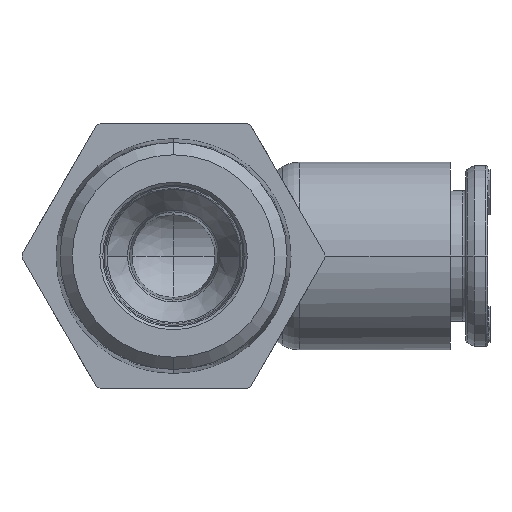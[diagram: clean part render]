
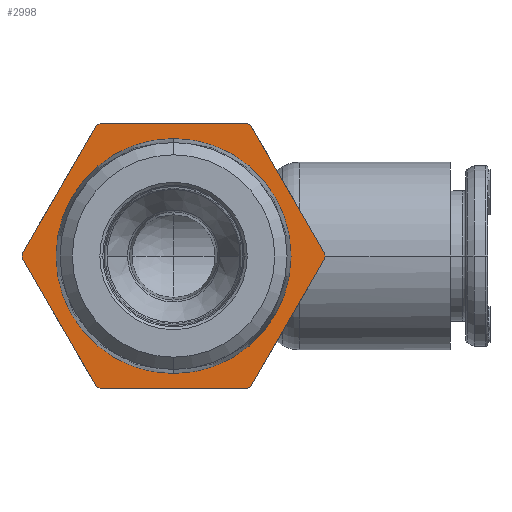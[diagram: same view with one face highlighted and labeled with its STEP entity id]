
A CAD part, front view. The second image highlights one B-rep face of the part: STEP entity #2998.
In plain terms, the highlighted planar face has unit normal (0, -1, 0).
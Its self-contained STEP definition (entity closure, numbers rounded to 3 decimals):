
#2998=ADVANCED_FACE('',(#6871,#6872),#6873,.F.);
#6871=FACE_OUTER_BOUND('',#13259,.T.);
#6872=FACE_BOUND('',#13260,.T.);
#6873=PLANE('',#13261);
#13259=EDGE_LOOP('',(#24341,#24342,#24343,#24344,#24345,#24346,#24347,#24348,#24349,#24350,#24351,#24352));
#13260=EDGE_LOOP('',(#24353,#24354));
#13261=AXIS2_PLACEMENT_3D('',#24355,#24356,#24357);
#24341=ORIENTED_EDGE('',*,*,#35931,.T.);
#24342=ORIENTED_EDGE('',*,*,#35932,.F.);
#24343=ORIENTED_EDGE('',*,*,#32769,.T.);
#24344=ORIENTED_EDGE('',*,*,#33633,.F.);
#24345=ORIENTED_EDGE('',*,*,#35933,.T.);
#24346=ORIENTED_EDGE('',*,*,#33389,.F.);
#24347=ORIENTED_EDGE('',*,*,#35847,.T.);
#24348=ORIENTED_EDGE('',*,*,#35934,.F.);
#24349=ORIENTED_EDGE('',*,*,#35935,.T.);
#24350=ORIENTED_EDGE('',*,*,#35936,.F.);
#24351=ORIENTED_EDGE('',*,*,#35937,.T.);
#24352=ORIENTED_EDGE('',*,*,#35044,.F.);
#24353=ORIENTED_EDGE('',*,*,#35023,.F.);
#24354=ORIENTED_EDGE('',*,*,#34191,.F.);
#24355=CARTESIAN_POINT('',(0.0,-28.0,0.0));
#24356=DIRECTION('',(0.0,1.0,0.0));
#24357=DIRECTION('',(0.0,0.0,-1.0));
#32769=EDGE_CURVE('',#38675,#38673,#38676,.T.);
#33389=EDGE_CURVE('',#39767,#39769,#39770,.T.);
#33633=EDGE_CURVE('',#40188,#38673,#40190,.T.);
#34191=EDGE_CURVE('',#41142,#41144,#41145,.T.);
#35023=EDGE_CURVE('',#41144,#41142,#42459,.T.);
#35044=EDGE_CURVE('',#42487,#42489,#42490,.T.);
#35847=EDGE_CURVE('',#39767,#43687,#43689,.T.);
#35931=EDGE_CURVE('',#42487,#43797,#43798,.T.);
#35932=EDGE_CURVE('',#38675,#43797,#43799,.T.);
#35933=EDGE_CURVE('',#40188,#39769,#43800,.T.);
#35934=EDGE_CURVE('',#43801,#43687,#43802,.T.);
#35935=EDGE_CURVE('',#43801,#43803,#43804,.T.);
#35936=EDGE_CURVE('',#43805,#43803,#43806,.T.);
#35937=EDGE_CURVE('',#43805,#42489,#43807,.T.);
#38673=VERTEX_POINT('',#47320);
#38675=VERTEX_POINT('',#47323);
#38676=CIRCLE('',#47324,0.5);
#39767=VERTEX_POINT('',#49266);
#39769=VERTEX_POINT('',#49269);
#39770=LINE('',#49270,#49271);
#40188=VERTEX_POINT('',#50056);
#40190=LINE('',#50059,#50060);
#41142=VERTEX_POINT('',#51656);
#41144=VERTEX_POINT('',#51659);
#41145=CIRCLE('',#51660,8.447);
#42459=CIRCLE('',#54468,8.447);
#42487=VERTEX_POINT('',#54571);
#42489=VERTEX_POINT('',#54574);
#42490=LINE('',#54575,#54576);
#43687=VERTEX_POINT('',#56625);
#43689=CIRCLE('',#56628,0.5);
#43797=VERTEX_POINT('',#56783);
#43798=CIRCLE('',#56784,0.5);
#43799=LINE('',#56785,#56786);
#43800=CIRCLE('',#56787,0.5);
#43801=VERTEX_POINT('',#56788);
#43802=LINE('',#56789,#56790);
#43803=VERTEX_POINT('',#56791);
#43804=CIRCLE('',#56792,0.5);
#43805=VERTEX_POINT('',#56793);
#43806=LINE('',#56794,#56795);
#43807=CIRCLE('',#56796,0.5);
#47320=CARTESIAN_POINT('',(5.196,-28.0,9.5));
#47323=CARTESIAN_POINT('',(5.629,-28.0,9.25));
#47324=AXIS2_PLACEMENT_3D('',#62247,#62248,#62249);
#49266=CARTESIAN_POINT('',(-10.825,-28.0,0.25));
#49269=CARTESIAN_POINT('',(-5.629,-28.0,9.25));
#49270=CARTESIAN_POINT('',(-10.825,-28.0,0.25));
#49271=VECTOR('',#63000,10.392);
#50056=CARTESIAN_POINT('',(-5.196,-28.0,9.5));
#50059=CARTESIAN_POINT('',(-5.196,-28.0,9.5));
#50060=VECTOR('',#63272,10.392);
#51656=CARTESIAN_POINT('',(0.,-28.,-8.447));
#51659=CARTESIAN_POINT('',(0.0,-28.0,8.447));
#51660=AXIS2_PLACEMENT_3D('',#63829,#63830,#63831);
#54468=AXIS2_PLACEMENT_3D('',#64730,#64731,#64732);
#54571=CARTESIAN_POINT('',(10.825,-28.0,-0.25));
#54574=CARTESIAN_POINT('',(5.629,-28.0,-9.25));
#54575=CARTESIAN_POINT('',(10.825,-28.0,-0.25));
#54576=VECTOR('',#64749,10.392);
#56625=CARTESIAN_POINT('',(-10.825,-28.0,-0.25));
#56628=AXIS2_PLACEMENT_3D('',#65558,#65559,#65560);
#56783=CARTESIAN_POINT('',(10.825,-28.0,0.25));
#56784=AXIS2_PLACEMENT_3D('',#65652,#65653,#65654);
#56785=CARTESIAN_POINT('',(5.629,-28.0,9.25));
#56786=VECTOR('',#65655,10.392);
#56787=AXIS2_PLACEMENT_3D('',#65656,#65657,#65658);
#56788=CARTESIAN_POINT('',(-5.629,-28.0,-9.25));
#56789=CARTESIAN_POINT('',(-5.629,-28.0,-9.25));
#56790=VECTOR('',#65659,10.392);
#56791=CARTESIAN_POINT('',(-5.196,-28.0,-9.5));
#56792=AXIS2_PLACEMENT_3D('',#65660,#65661,#65662);
#56793=CARTESIAN_POINT('',(5.196,-28.0,-9.5));
#56794=CARTESIAN_POINT('',(5.196,-28.0,-9.5));
#56795=VECTOR('',#65663,10.392);
#56796=AXIS2_PLACEMENT_3D('',#65664,#65665,#65666);
#62247=CARTESIAN_POINT('',(5.196,-28.0,9.0));
#62248=DIRECTION('',(0.0,-1.0,0.0));
#62249=DIRECTION('',(0.866,0.0,0.5));
#63000=DIRECTION('',(0.5,0.0,0.866));
#63272=DIRECTION('',(1.0,0.0,0.0));
#63829=CARTESIAN_POINT('',(0.0,-28.,0.0));
#63830=DIRECTION('',(0.0,-1.0,0.0));
#63831=DIRECTION('',(0.0,0.0,-1.0));
#64730=CARTESIAN_POINT('',(0.0,-28.,0.0));
#64731=DIRECTION('',(0.0,-1.0,0.0));
#64732=DIRECTION('',(0.0,0.0,-1.0));
#64749=DIRECTION('',(-0.5,0.0,-0.866));
#65558=CARTESIAN_POINT('',(-10.392,-28.0,0.0));
#65559=DIRECTION('',(-0.0,-1.0,0.0));
#65560=DIRECTION('',(-0.866,0.0,0.5));
#65652=CARTESIAN_POINT('',(10.392,-28.0,0.0));
#65653=DIRECTION('',(0.0,-1.0,0.0));
#65654=DIRECTION('',(0.866,0.0,-0.5));
#65655=DIRECTION('',(0.5,0.0,-0.866));
#65656=CARTESIAN_POINT('',(-5.196,-28.0,9.0));
#65657=DIRECTION('',(0.0,-1.0,0.0));
#65658=DIRECTION('',(0.0,0.0,1.0));
#65659=DIRECTION('',(-0.5,0.0,0.866));
#65660=CARTESIAN_POINT('',(-5.196,-28.0,-9.0));
#65661=DIRECTION('',(0.0,-1.0,-0.0));
#65662=DIRECTION('',(-0.866,0.0,-0.5));
#65663=DIRECTION('',(-1.0,0.0,0.0));
#65664=CARTESIAN_POINT('',(5.196,-28.0,-9.0));
#65665=DIRECTION('',(0.0,-1.0,0.0));
#65666=DIRECTION('',(0.0,0.0,-1.0));
